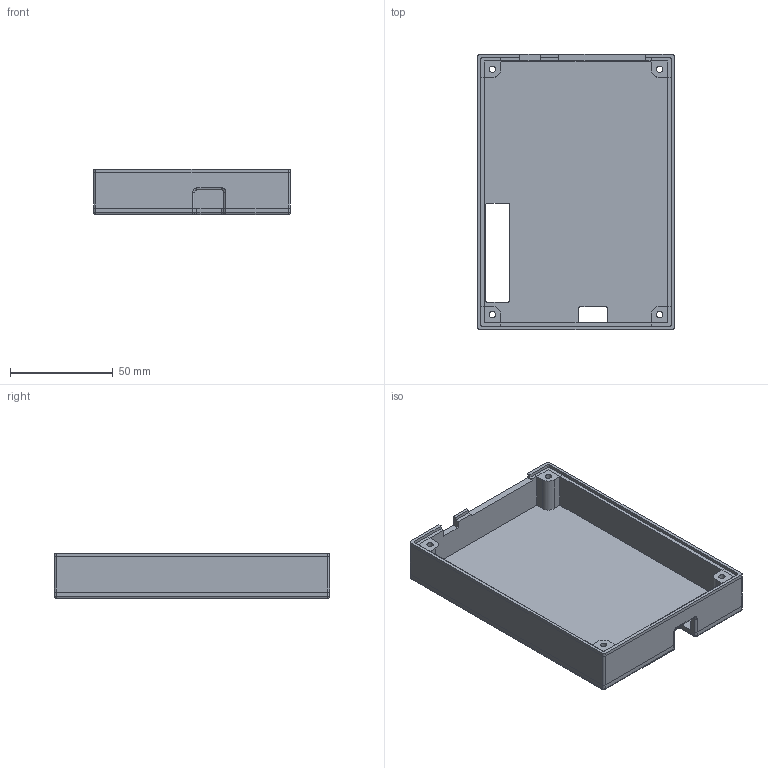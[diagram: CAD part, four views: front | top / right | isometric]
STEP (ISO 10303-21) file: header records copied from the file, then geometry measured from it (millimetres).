
FILE_DESCRIPTION(('FreeCAD Model'),'2;1');
FILE_NAME('Open CASCADE Shape Model','2022-08-26T11:43:00',(''),(''), 'Open CASCADE STEP processor 7.5','FreeCAD','Unknown');
FILE_SCHEMA(('AUTOMOTIVE_DESIGN { 1 0 10303 214 1 1 1 1 }'));
Length unit declared in the file: millimetre
Products named in the file (1): OutsideEdgeFillet
Bounding box: 95.7 x 133.8 x 22 mm (x, y, z)
Volume: 66488.3 mm3; surface area: 43118.4 mm2
Topology: 1 solids, 1 shells, 290 faces, 758 edges, 480 vertices
Faces by surface type: plane 143, extrusion 80, cylinder 53, torus 8, sphere 6
Full cylindrical faces by diameter (mm): 3.1 x4, 6.6 x4
Entity records: 18564 total; most frequent: CARTESIAN_POINT 4095, DIRECTION 2364, VECTOR 1700, LINE 1620, ORIENTED_EDGE 1504, PCURVE 1504, DEFINITIONAL_REPRESENTATION 1504, EDGE_CURVE 752
